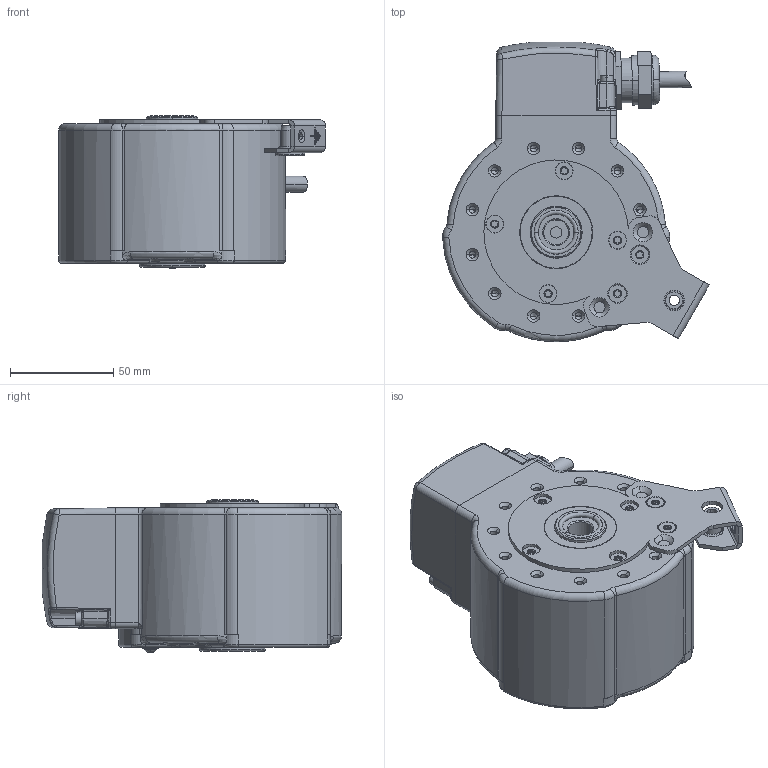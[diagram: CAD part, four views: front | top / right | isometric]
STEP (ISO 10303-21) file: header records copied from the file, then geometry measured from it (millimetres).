
FILE_DESCRIPTION((''),'2;1');
FILE_NAME('801143-01','2013-08-05T',('se2562'),(''),'PRO/ENGINEER BY PARAMETRIC TECHNOLOGY CORPORATION, 2011410','PRO/ENGINEER BY PARAMETRIC TECHNOLOGY CORPORATION, 2011410','');
FILE_SCHEMA(('CONFIG_CONTROL_DESIGN'));
Length unit declared in the file: millimetre
Products named in the file (1): 801143-01
Bounding box: 129.13 x 145 x 73.8 mm (x, y, z)
Volume: 310040 mm3; surface area: 124650.3 mm2
Topology: 6 solids, 8 shells, 1185 faces, 2807 edges, 1712 vertices
Faces by surface type: cylinder 511, plane 306, cone 163, torus 129, bspline 50, sphere 22, extrusion 3, revolution 1
Entity records: 44289 total; most frequent: CARTESIAN_POINT 16630, DIRECTION 6204, ORIENTED_EDGE 5574, EDGE_CURVE 2787, AXIS2_PLACEMENT_3D 2620, VERTEX_POINT 1712, CIRCLE 1489, EDGE_LOOP 1309
